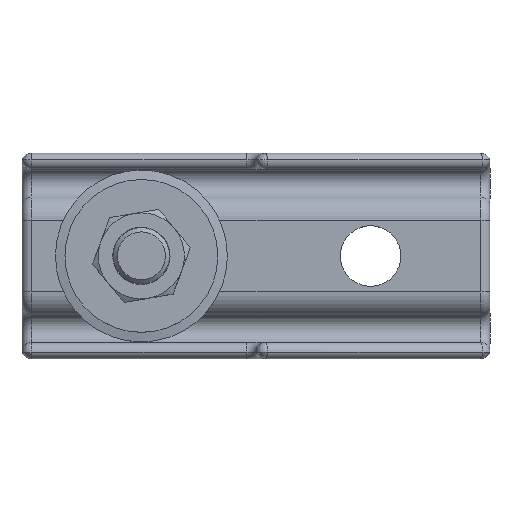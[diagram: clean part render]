
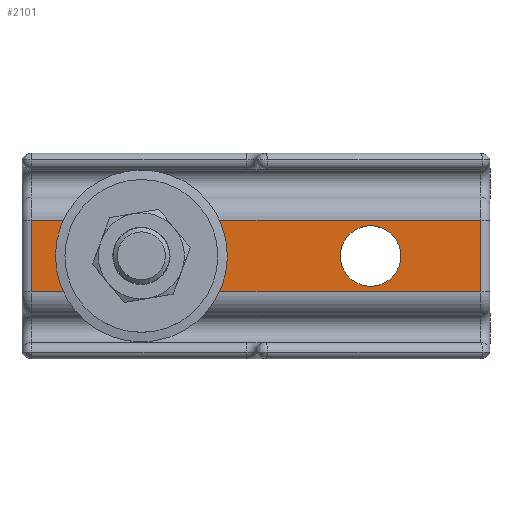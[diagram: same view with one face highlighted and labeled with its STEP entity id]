
A CAD part, top view. The second image highlights one B-rep face of the part: STEP entity #2101.
In plain terms, the highlighted face is planar.
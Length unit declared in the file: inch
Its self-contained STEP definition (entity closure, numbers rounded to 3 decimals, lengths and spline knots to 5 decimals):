
#154=LINE('',#4542,#221);
#163=LINE('',#4597,#230);
#164=LINE('',#4601,#231);
#165=LINE('',#4602,#232);
#221=VECTOR('',#2931,0.47055);
#230=VECTOR('',#3012,2.9375);
#231=VECTOR('',#3017,2.9375);
#232=VECTOR('',#3018,0.47055);
#381=FACE_BOUND('',#675,.T.);
#382=FACE_BOUND('',#676,.T.);
#512=FACE_OUTER_BOUND('',#674,.T.);
#674=EDGE_LOOP('',(#1849,#1850,#1851,#1852));
#675=EDGE_LOOP('',(#1853));
#676=EDGE_LOOP('',(#1854));
#757=CIRCLE('',#2239,0.1985);
#759=CIRCLE('',#2242,0.1985);
#954=VERTEX_POINT('',#3938);
#956=VERTEX_POINT('',#3943);
#1036=VERTEX_POINT('',#4536);
#1037=VERTEX_POINT('',#4540);
#1047=VERTEX_POINT('',#4596);
#1048=VERTEX_POINT('',#4600);
#1175=EDGE_CURVE('',#954,#954,#757,.T.);
#1177=EDGE_CURVE('',#956,#956,#759,.T.);
#1302=EDGE_CURVE('',#1037,#1036,#154,.T.);
#1329=EDGE_CURVE('',#1036,#1047,#163,.T.);
#1331=EDGE_CURVE('',#1037,#1048,#164,.T.);
#1332=EDGE_CURVE('',#1047,#1048,#165,.T.);
#1849=ORIENTED_EDGE('',*,*,#1302,.F.);
#1850=ORIENTED_EDGE('',*,*,#1331,.T.);
#1851=ORIENTED_EDGE('',*,*,#1332,.F.);
#1852=ORIENTED_EDGE('',*,*,#1329,.F.);
#1853=ORIENTED_EDGE('',*,*,#1175,.T.);
#1854=ORIENTED_EDGE('',*,*,#1177,.T.);
#1963=PLANE('',#2390);
#2101=ADVANCED_FACE('',(#512,#381,#382),#1963,.T.);
#2239=AXIS2_PLACEMENT_3D('',#3939,#2675,#2676);
#2242=AXIS2_PLACEMENT_3D('',#3944,#2681,#2682);
#2390=AXIS2_PLACEMENT_3D('',#4599,#3015,#3016);
#2675=DIRECTION('center_axis',(0.,-1.,0.));
#2676=DIRECTION('ref_axis',(-1.,0.,0.));
#2681=DIRECTION('center_axis',(0.,-1.,0.));
#2682=DIRECTION('ref_axis',(-1.,0.,0.));
#2931=DIRECTION('',(1.,0.,0.));
#3012=DIRECTION('',(0.,0.,1.));
#3015=DIRECTION('center_axis',(0.,1.,0.));
#3016=DIRECTION('ref_axis',(0.,0.,1.));
#3017=DIRECTION('',(0.,0.,1.));
#3018=DIRECTION('',(-1.,0.,0.));
#3938=CARTESIAN_POINT('',(0.4735,-0.3438,2.28125));
#3939=CARTESIAN_POINT('Origin',(0.672,-0.3438,2.28125));
#3943=CARTESIAN_POINT('',(0.4735,-0.3438,0.78125));
#3944=CARTESIAN_POINT('Origin',(0.672,-0.3438,0.78125));
#4536=CARTESIAN_POINT('',(0.90728,-0.3438,0.0625));
#4540=CARTESIAN_POINT('',(0.43672,-0.3438,0.0625));
#4542=CARTESIAN_POINT('',(0.55436,-0.3438,0.0625));
#4596=CARTESIAN_POINT('',(0.90728,-0.3438,3.));
#4597=CARTESIAN_POINT('',(0.90728,-0.3438,0.));
#4599=CARTESIAN_POINT('Origin',(0.43672,-0.3438,0.));
#4600=CARTESIAN_POINT('',(0.43672,-0.3438,3.));
#4601=CARTESIAN_POINT('',(0.43672,-0.3438,0.));
#4602=CARTESIAN_POINT('',(0.672,-0.3438,3.));
